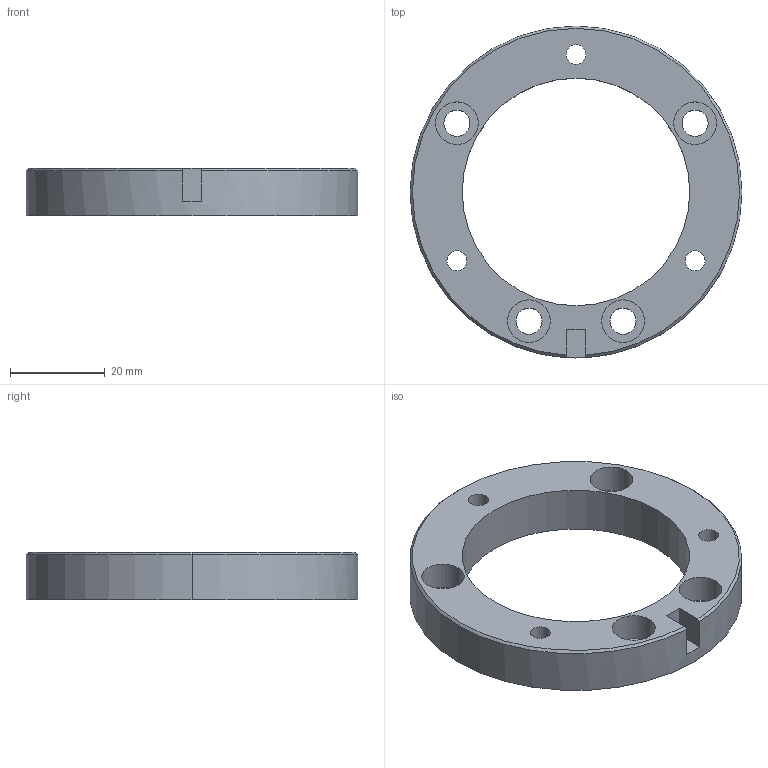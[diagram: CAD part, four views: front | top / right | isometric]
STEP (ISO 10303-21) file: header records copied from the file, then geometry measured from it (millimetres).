
FILE_DESCRIPTION (( 'STEP AP214' ), '1' );
FILE_NAME ('bague axe 58mm.STEP', '2024-12-19T01:48:07', ( '' ), ( '' ), 'SwSTEP 2.0', 'SolidWorks 2018', '' );
FILE_SCHEMA (( 'AUTOMOTIVE_DESIGN' ));
Length unit declared in the file: millimetre
Products named in the file (1): bague axe 58mm
Bounding box: 70 x 70 x 10 mm (x, y, z)
Volume: 17872 mm3; surface area: 8881.9 mm2
Topology: 1 solids, 1 shells, 39 faces, 97 edges, 64 vertices
Faces by surface type: cylinder 26, plane 10, cone 3
Entity records: 1266 total; most frequent: DIRECTION 232, CARTESIAN_POINT 213, ORIENTED_EDGE 194, AXIS2_PLACEMENT_3D 97, EDGE_CURVE 97, VERTEX_POINT 64, EDGE_LOOP 59, CIRCLE 57
